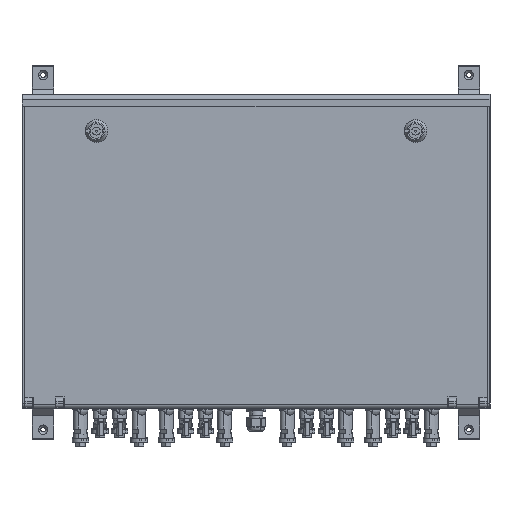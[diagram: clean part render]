
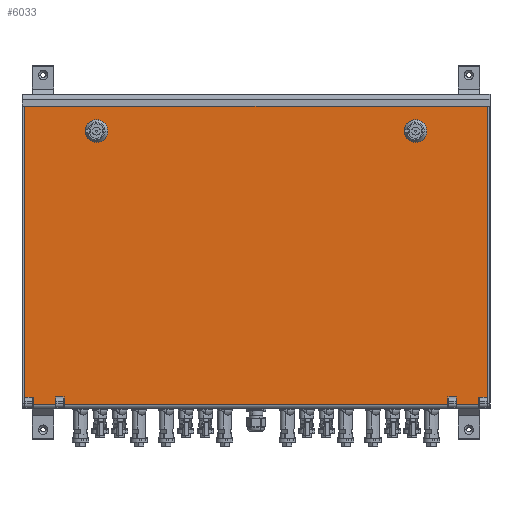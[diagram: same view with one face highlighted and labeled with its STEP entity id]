
A CAD part, top view. The second image highlights one B-rep face of the part: STEP entity #6033.
In plain terms, the highlighted planar face has unit normal (0, 0, 1).
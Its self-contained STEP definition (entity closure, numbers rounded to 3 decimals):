
#3617=AXIS2_PLACEMENT_3D('Plane Axis2P3D',#3614,#3615,#3616) ;
#5999=AXIS2_PLACEMENT_3D('Circle Axis2P3D',#5997,#5998,$) ;
#6008=AXIS2_PLACEMENT_3D('Circle Axis2P3D',#6006,#6007,$) ;
#6017=AXIS2_PLACEMENT_3D('Circle Axis2P3D',#6015,#6016,$) ;
#6026=AXIS2_PLACEMENT_3D('Circle Axis2P3D',#6024,#6025,$) ;
#3614=CARTESIAN_POINT('Axis2P3D Location',(585.311,444.27,249.)) ;
#3644=CARTESIAN_POINT('Line Origine',(300.,435.734,249.)) ;
#3648=CARTESIAN_POINT('Vertex',(596.332,435.734,249.)) ;
#3650=CARTESIAN_POINT('Vertex',(3.668,435.734,249.)) ;
#4062=CARTESIAN_POINT('Line Origine',(596.332,249.335,249.)) ;
#4066=CARTESIAN_POINT('Vertex',(596.332,62.937,249.)) ;
#4209=CARTESIAN_POINT('Vertex',(3.668,62.937,249.)) ;
#4212=CARTESIAN_POINT('Line Origine',(3.668,249.335,249.)) ;
#5890=CARTESIAN_POINT('Line Origine',(8.975,62.937,249.)) ;
#5894=CARTESIAN_POINT('Vertex',(14.283,62.937,249.)) ;
#5897=CARTESIAN_POINT('Line Origine',(14.283,58.287,249.)) ;
#5901=CARTESIAN_POINT('Vertex',(14.283,53.638,249.)) ;
#5904=CARTESIAN_POINT('Line Origine',(28.728,53.638,249.)) ;
#5908=CARTESIAN_POINT('Vertex',(43.173,53.638,249.)) ;
#5911=CARTESIAN_POINT('Line Origine',(43.173,58.38,249.)) ;
#5915=CARTESIAN_POINT('Vertex',(43.173,63.121,249.)) ;
#5918=CARTESIAN_POINT('Line Origine',(48.533,63.121,249.)) ;
#5922=CARTESIAN_POINT('Vertex',(53.892,63.121,249.)) ;
#5925=CARTESIAN_POINT('Line Origine',(53.892,58.38,249.)) ;
#5929=CARTESIAN_POINT('Vertex',(53.892,53.638,249.)) ;
#5932=CARTESIAN_POINT('Line Origine',(300.,53.638,249.)) ;
#5936=CARTESIAN_POINT('Vertex',(546.108,53.638,249.)) ;
#5939=CARTESIAN_POINT('Line Origine',(546.108,58.38,249.)) ;
#5943=CARTESIAN_POINT('Vertex',(546.108,63.121,249.)) ;
#5946=CARTESIAN_POINT('Line Origine',(551.467,63.121,249.)) ;
#5950=CARTESIAN_POINT('Vertex',(556.827,63.121,249.)) ;
#5953=CARTESIAN_POINT('Line Origine',(556.827,58.38,249.)) ;
#5957=CARTESIAN_POINT('Vertex',(556.827,53.638,249.)) ;
#5960=CARTESIAN_POINT('Line Origine',(571.272,53.638,249.)) ;
#5964=CARTESIAN_POINT('Vertex',(585.717,53.638,249.)) ;
#5967=CARTESIAN_POINT('Line Origine',(585.717,58.287,249.)) ;
#5971=CARTESIAN_POINT('Vertex',(585.717,62.937,249.)) ;
#5974=CARTESIAN_POINT('Line Origine',(591.025,62.937,249.)) ;
#5997=CARTESIAN_POINT('Axis2P3D Location',(504.5,403.954,249.)) ;
#6001=CARTESIAN_POINT('Vertex',(519.,403.954,249.)) ;
#6003=CARTESIAN_POINT('Vertex',(490.,403.954,249.)) ;
#6006=CARTESIAN_POINT('Axis2P3D Location',(504.5,403.954,249.)) ;
#6015=CARTESIAN_POINT('Axis2P3D Location',(95.5,403.954,249.)) ;
#6019=CARTESIAN_POINT('Vertex',(110.,403.954,249.)) ;
#6021=CARTESIAN_POINT('Vertex',(81.,403.954,249.)) ;
#6024=CARTESIAN_POINT('Axis2P3D Location',(95.5,403.954,249.)) ;
#3615=DIRECTION('Axis2P3D Direction',(0.,0.,-1.)) ;
#3616=DIRECTION('Axis2P3D XDirection',(0.,-1.,0.)) ;
#3645=DIRECTION('Vector Direction',(-1.,0.,0.)) ;
#4063=DIRECTION('Vector Direction',(0.,-1.,0.)) ;
#4213=DIRECTION('Vector Direction',(0.,-1.,0.)) ;
#5891=DIRECTION('Vector Direction',(1.,0.,0.)) ;
#5898=DIRECTION('Vector Direction',(0.,-1.,0.)) ;
#5905=DIRECTION('Vector Direction',(-1.,0.,0.)) ;
#5912=DIRECTION('Vector Direction',(0.,1.,0.)) ;
#5919=DIRECTION('Vector Direction',(1.,0.,0.)) ;
#5926=DIRECTION('Vector Direction',(0.,-1.,0.)) ;
#5933=DIRECTION('Vector Direction',(-1.,0.,0.)) ;
#5940=DIRECTION('Vector Direction',(0.,-1.,0.)) ;
#5947=DIRECTION('Vector Direction',(1.,0.,0.)) ;
#5954=DIRECTION('Vector Direction',(0.,1.,0.)) ;
#5961=DIRECTION('Vector Direction',(-1.,0.,0.)) ;
#5968=DIRECTION('Vector Direction',(0.,-1.,0.)) ;
#5975=DIRECTION('Vector Direction',(1.,0.,0.)) ;
#5998=DIRECTION('Axis2P3D Direction',(0.,0.,-1.)) ;
#6007=DIRECTION('Axis2P3D Direction',(0.,0.,-1.)) ;
#6016=DIRECTION('Axis2P3D Direction',(0.,0.,-1.)) ;
#6025=DIRECTION('Axis2P3D Direction',(0.,0.,-1.)) ;
#3646=VECTOR('Line Direction',#3645,1.) ;
#4064=VECTOR('Line Direction',#4063,1.) ;
#4214=VECTOR('Line Direction',#4213,1.) ;
#5892=VECTOR('Line Direction',#5891,1.) ;
#5899=VECTOR('Line Direction',#5898,1.) ;
#5906=VECTOR('Line Direction',#5905,1.) ;
#5913=VECTOR('Line Direction',#5912,1.) ;
#5920=VECTOR('Line Direction',#5919,1.) ;
#5927=VECTOR('Line Direction',#5926,1.) ;
#5934=VECTOR('Line Direction',#5933,1.) ;
#5941=VECTOR('Line Direction',#5940,1.) ;
#5948=VECTOR('Line Direction',#5947,1.) ;
#5955=VECTOR('Line Direction',#5954,1.) ;
#5962=VECTOR('Line Direction',#5961,1.) ;
#5969=VECTOR('Line Direction',#5968,1.) ;
#5976=VECTOR('Line Direction',#5975,1.) ;
#5980=ORIENTED_EDGE('',*,*,#4216,.T.) ;
#5981=ORIENTED_EDGE('',*,*,#5896,.T.) ;
#5982=ORIENTED_EDGE('',*,*,#5903,.T.) ;
#5983=ORIENTED_EDGE('',*,*,#5910,.F.) ;
#5984=ORIENTED_EDGE('',*,*,#5917,.T.) ;
#5985=ORIENTED_EDGE('',*,*,#5924,.T.) ;
#5986=ORIENTED_EDGE('',*,*,#5931,.T.) ;
#5987=ORIENTED_EDGE('',*,*,#5938,.F.) ;
#5988=ORIENTED_EDGE('',*,*,#5945,.F.) ;
#5989=ORIENTED_EDGE('',*,*,#5952,.T.) ;
#5990=ORIENTED_EDGE('',*,*,#5959,.T.) ;
#5991=ORIENTED_EDGE('',*,*,#5966,.F.) ;
#5992=ORIENTED_EDGE('',*,*,#5973,.F.) ;
#5993=ORIENTED_EDGE('',*,*,#5978,.T.) ;
#5994=ORIENTED_EDGE('',*,*,#4068,.F.) ;
#5995=ORIENTED_EDGE('',*,*,#3652,.T.) ;
#6012=ORIENTED_EDGE('',*,*,#6005,.T.) ;
#6013=ORIENTED_EDGE('',*,*,#6010,.T.) ;
#6030=ORIENTED_EDGE('',*,*,#6023,.T.) ;
#6031=ORIENTED_EDGE('',*,*,#6028,.T.) ;
#6014=FACE_BOUND('',#6011,.T.) ;
#6032=FACE_BOUND('',#6029,.T.) ;
#6033=ADVANCED_FACE('PV',(#5996,#6014,#6032),#3618,.F.) ;
#6000=CIRCLE('generated circle',#5999,14.5) ;
#6009=CIRCLE('generated circle',#6008,14.5) ;
#6018=CIRCLE('generated circle',#6017,14.5) ;
#6027=CIRCLE('generated circle',#6026,14.5) ;
#3652=EDGE_CURVE('',#3649,#3651,#3647,.T.) ;
#4068=EDGE_CURVE('',#3649,#4067,#4065,.T.) ;
#4216=EDGE_CURVE('',#3651,#4210,#4215,.T.) ;
#5896=EDGE_CURVE('',#4210,#5895,#5893,.T.) ;
#5903=EDGE_CURVE('',#5895,#5902,#5900,.T.) ;
#5910=EDGE_CURVE('',#5909,#5902,#5907,.T.) ;
#5917=EDGE_CURVE('',#5909,#5916,#5914,.T.) ;
#5924=EDGE_CURVE('',#5916,#5923,#5921,.T.) ;
#5931=EDGE_CURVE('',#5923,#5930,#5928,.T.) ;
#5938=EDGE_CURVE('',#5937,#5930,#5935,.T.) ;
#5945=EDGE_CURVE('',#5944,#5937,#5942,.T.) ;
#5952=EDGE_CURVE('',#5944,#5951,#5949,.T.) ;
#5959=EDGE_CURVE('',#5951,#5958,#5956,.F.) ;
#5966=EDGE_CURVE('',#5965,#5958,#5963,.T.) ;
#5973=EDGE_CURVE('',#5972,#5965,#5970,.T.) ;
#5978=EDGE_CURVE('',#5972,#4067,#5977,.T.) ;
#6005=EDGE_CURVE('',#6002,#6004,#6000,.T.) ;
#6010=EDGE_CURVE('',#6004,#6002,#6009,.T.) ;
#6023=EDGE_CURVE('',#6020,#6022,#6018,.T.) ;
#6028=EDGE_CURVE('',#6022,#6020,#6027,.T.) ;
#5979=EDGE_LOOP('',(#5980,#5981,#5982,#5983,#5984,#5985,#5986,#5987,#5988,#5989,#5990,#5991,#5992,#5993,#5994,#5995)) ;
#6011=EDGE_LOOP('',(#6012,#6013)) ;
#6029=EDGE_LOOP('',(#6030,#6031)) ;
#5996=FACE_OUTER_BOUND('',#5979,.T.) ;
#3647=LINE('Line',#3644,#3646) ;
#4065=LINE('Line',#4062,#4064) ;
#4215=LINE('Line',#4212,#4214) ;
#5893=LINE('Line',#5890,#5892) ;
#5900=LINE('Line',#5897,#5899) ;
#5907=LINE('Line',#5904,#5906) ;
#5914=LINE('Line',#5911,#5913) ;
#5921=LINE('Line',#5918,#5920) ;
#5928=LINE('Line',#5925,#5927) ;
#5935=LINE('Line',#5932,#5934) ;
#5942=LINE('Line',#5939,#5941) ;
#5949=LINE('Line',#5946,#5948) ;
#5956=LINE('Line',#5953,#5955) ;
#5963=LINE('Line',#5960,#5962) ;
#5970=LINE('Line',#5967,#5969) ;
#5977=LINE('Line',#5974,#5976) ;
#3618=PLANE('',#3617) ;
#3649=VERTEX_POINT('',#3648) ;
#3651=VERTEX_POINT('',#3650) ;
#4067=VERTEX_POINT('',#4066) ;
#4210=VERTEX_POINT('',#4209) ;
#5895=VERTEX_POINT('',#5894) ;
#5902=VERTEX_POINT('',#5901) ;
#5909=VERTEX_POINT('',#5908) ;
#5916=VERTEX_POINT('',#5915) ;
#5923=VERTEX_POINT('',#5922) ;
#5930=VERTEX_POINT('',#5929) ;
#5937=VERTEX_POINT('',#5936) ;
#5944=VERTEX_POINT('',#5943) ;
#5951=VERTEX_POINT('',#5950) ;
#5958=VERTEX_POINT('',#5957) ;
#5965=VERTEX_POINT('',#5964) ;
#5972=VERTEX_POINT('',#5971) ;
#6002=VERTEX_POINT('',#6001) ;
#6004=VERTEX_POINT('',#6003) ;
#6020=VERTEX_POINT('',#6019) ;
#6022=VERTEX_POINT('',#6021) ;
